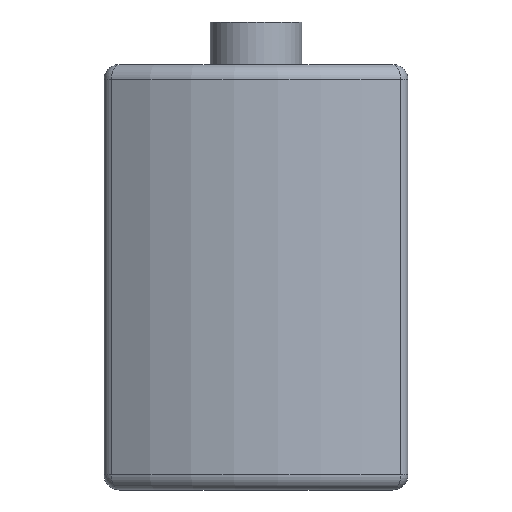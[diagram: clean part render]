
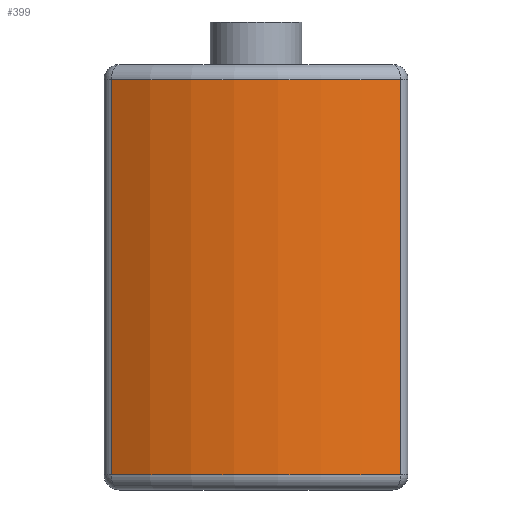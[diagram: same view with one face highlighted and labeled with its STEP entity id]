
A CAD part, front view. The second image highlights one B-rep face of the part: STEP entity #399.
In plain terms, the highlighted cylindrical face has radius 45.417 mm (diameter 90.833 mm), a partial arc.
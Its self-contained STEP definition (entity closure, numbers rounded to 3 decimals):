
#160 = VERTEX_POINT('',#161);
#161 = CARTESIAN_POINT('',(-23.811,-8.258,2.5));
#168 = EDGE_CURVE('',#160,#169,#171,.T.);
#169 = VERTEX_POINT('',#170);
#170 = CARTESIAN_POINT('',(-23.811,-8.258,67.5));
#171 = LINE('',#172,#173);
#172 = CARTESIAN_POINT('',(-23.811,-8.258,0.));
#173 = VECTOR('',#174,1.);
#174 = DIRECTION('',(0.,0.,1.));
#399 = ADVANCED_FACE('',(#400),#427,.T.);
#400 = FACE_BOUND('',#401,.F.);
#401 = EDGE_LOOP('',(#402,#403,#412,#420));
#402 = ORIENTED_EDGE('',*,*,#168,.T.);
#403 = ORIENTED_EDGE('',*,*,#404,.T.);
#404 = EDGE_CURVE('',#169,#405,#407,.T.);
#405 = VERTEX_POINT('',#406);
#406 = CARTESIAN_POINT('',(23.811,-8.258,67.5));
#407 = CIRCLE('',#408,45.417);
#408 = AXIS2_PLACEMENT_3D('',#409,#410,#411);
#409 = CARTESIAN_POINT('',(0.,30.417,67.5));
#410 = DIRECTION('',(0.,0.,1.));
#411 = DIRECTION('',(-0.55,-0.835,0.));
#412 = ORIENTED_EDGE('',*,*,#413,.F.);
#413 = EDGE_CURVE('',#414,#405,#416,.T.);
#414 = VERTEX_POINT('',#415);
#415 = CARTESIAN_POINT('',(23.811,-8.258,2.5));
#416 = LINE('',#417,#418);
#417 = CARTESIAN_POINT('',(23.811,-8.258,0.));
#418 = VECTOR('',#419,1.);
#419 = DIRECTION('',(0.,0.,1.));
#420 = ORIENTED_EDGE('',*,*,#421,.F.);
#421 = EDGE_CURVE('',#160,#414,#422,.T.);
#422 = CIRCLE('',#423,45.417);
#423 = AXIS2_PLACEMENT_3D('',#424,#425,#426);
#424 = CARTESIAN_POINT('',(0.,30.417,2.5));
#425 = DIRECTION('',(0.,0.,1.));
#426 = DIRECTION('',(-0.55,-0.835,0.));
#427 = CYLINDRICAL_SURFACE('',#428,45.417);
#428 = AXIS2_PLACEMENT_3D('',#429,#430,#431);
#429 = CARTESIAN_POINT('',(0.,30.417,0.));
#430 = DIRECTION('',(-0.,-0.,-1.));
#431 = DIRECTION('',(-0.55,-0.835,0.));
